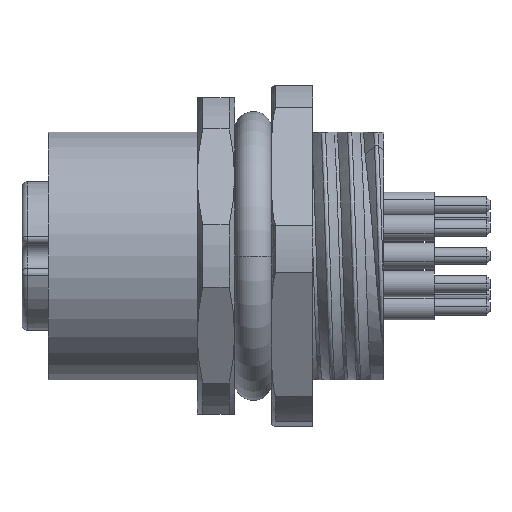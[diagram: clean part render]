
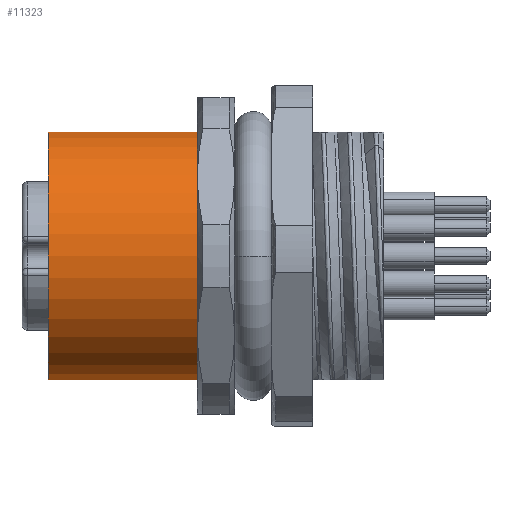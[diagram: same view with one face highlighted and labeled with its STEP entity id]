
A CAD part, left-side view. The second image highlights one B-rep face of the part: STEP entity #11323.
In plain terms, the highlighted cylindrical face has radius 6.75 mm (diameter 13.5 mm), a partial arc.
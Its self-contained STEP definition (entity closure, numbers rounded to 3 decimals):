
#146=CARTESIAN_POINT('',(0.,2.,0.));
#147=DIRECTION('',(0.,1.,0.));
#148=DIRECTION('',(-0.171,0.,-0.985));
#149=AXIS2_PLACEMENT_3D('',#146,#147,#148);
#151=CARTESIAN_POINT('',(0.,2.,0.));
#152=DIRECTION('',(0.,1.,0.));
#153=DIRECTION('',(-1.,0.,0.));
#154=AXIS2_PLACEMENT_3D('',#151,#152,#153);
#393=CARTESIAN_POINT('',(0.,10.,0.));
#394=DIRECTION('',(0.,-1.,0.));
#395=DIRECTION('',(-0.171,0.,0.985));
#396=AXIS2_PLACEMENT_3D('',#393,#394,#395);
#398=CARTESIAN_POINT('',(0.,10.,0.));
#399=DIRECTION('',(0.,-1.,0.));
#400=DIRECTION('',(-1.,0.,0.));
#401=AXIS2_PLACEMENT_3D('',#398,#399,#400);
#441=DIRECTION('',(0.,1.,0.));
#442=VECTOR('',#441,8.);
#443=CARTESIAN_POINT('',(-1.158,2.,-6.65));
#444=LINE('',#443,#442);
#445=DIRECTION('',(0.,-1.,0.));
#446=VECTOR('',#445,8.);
#447=CARTESIAN_POINT('',(-1.158,10.,6.65));
#448=LINE('',#447,#446);
#9140=CARTESIAN_POINT('',(-1.158,2.,-6.65));
#9141=VERTEX_POINT('',#9140);
#9142=CARTESIAN_POINT('',(-6.75,2.,0.));
#9143=VERTEX_POINT('',#9142);
#9144=CARTESIAN_POINT('',(-1.158,2.,6.65));
#9145=VERTEX_POINT('',#9144);
#9174=CARTESIAN_POINT('',(-1.158,10.,6.65));
#9175=VERTEX_POINT('',#9174);
#9176=CARTESIAN_POINT('',(-6.75,10.,0.));
#9177=VERTEX_POINT('',#9176);
#9178=CARTESIAN_POINT('',(-1.158,10.,-6.65));
#9179=VERTEX_POINT('',#9178);
#11309=CARTESIAN_POINT('',(0.,2.,0.));
#11310=DIRECTION('',(0.,1.,0.));
#11311=DIRECTION('',(-1.,0.,0.));
#11312=AXIS2_PLACEMENT_3D('',#11309,#11310,#11311);
#11313=CYLINDRICAL_SURFACE('',#11312,6.75);
#11314=ORIENTED_EDGE('',*,*,#10970,.F.);
#11315=ORIENTED_EDGE('',*,*,#10968,.F.);
#11317=ORIENTED_EDGE('',*,*,#11316,.T.);
#11318=ORIENTED_EDGE('',*,*,#11277,.F.);
#11319=ORIENTED_EDGE('',*,*,#11275,.F.);
#11320=ORIENTED_EDGE('',*,*,#11304,.T.);
#11321=EDGE_LOOP('',(#11314,#11315,#11317,#11318,#11319,#11320));
#11322=FACE_OUTER_BOUND('',#11321,.F.);
#11323=ADVANCED_FACE('',(#11322),#11313,.T.);
#150=CIRCLE('',#149,6.75);
#155=CIRCLE('',#154,6.75);
#397=CIRCLE('',#396,6.75);
#402=CIRCLE('',#401,6.75);
#10968=EDGE_CURVE('',#9141,#9143,#150,.T.);
#10970=EDGE_CURVE('',#9143,#9145,#155,.T.);
#11275=EDGE_CURVE('',#9175,#9177,#397,.T.);
#11277=EDGE_CURVE('',#9177,#9179,#402,.T.);
#11304=EDGE_CURVE('',#9175,#9145,#448,.T.);
#11316=EDGE_CURVE('',#9141,#9179,#444,.T.);
